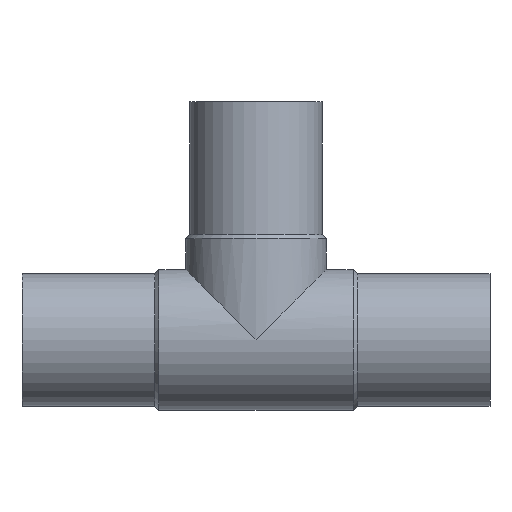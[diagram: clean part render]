
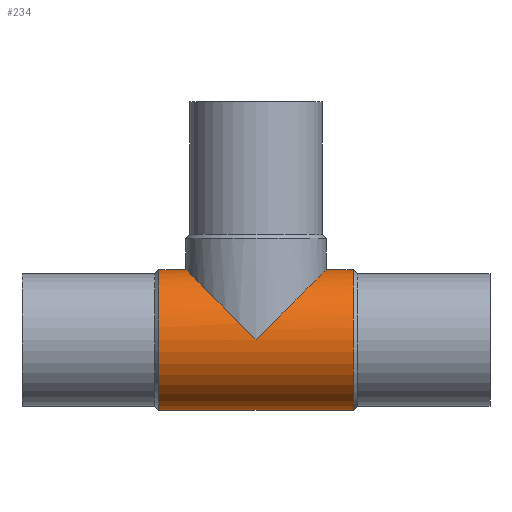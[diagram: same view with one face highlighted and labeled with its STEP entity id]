
A CAD part, top view. The second image highlights one B-rep face of the part: STEP entity #234.
In plain terms, the highlighted cylindrical face has radius 33.4 mm (diameter 66.8 mm), a partial arc.
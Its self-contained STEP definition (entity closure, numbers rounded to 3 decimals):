
#148 = VERTEX_POINT( '', #390 );
#154 = VERTEX_POINT( '', #397 );
#164 = EDGE_CURVE( '', #354, #148, #408, .T. );
#194 = VERTEX_POINT( '', #443 );
#234 = ADVANCED_FACE( '', ( #488 ), #489, .T. );
#244 = EDGE_CURVE( '', #194, #322, #504, .T. );
#258 = EDGE_CURVE( '', #154, #194, #518, .T. );
#278 = EDGE_CURVE( '', #354, #294, #539, .T. );
#294 = VERTEX_POINT( '', #555 );
#308 = EDGE_CURVE( '', #148, #154, #569, .T. );
#322 = VERTEX_POINT( '', #585 );
#324 = VERTEX_POINT( '', #587 );
#346 = EDGE_CURVE( '', #324, #294, #612, .T. );
#352 = EDGE_CURVE( '', #322, #324, #619, .T. );
#354 = VERTEX_POINT( '', #621 );
#390 = CARTESIAN_POINT( '', ( -64.9, -33.4, 0. ) );
#397 = CARTESIAN_POINT( '', ( -64.9, 33.4, 0. ) );
#408 = LINE( '', #674, #675 );
#443 = CARTESIAN_POINT( '', ( -77.6, 33.4, 0. ) );
#488 = FACE_OUTER_BOUND( '', #779, .T. );
#489 = CYLINDRICAL_SURFACE( '', #780, 33.4 );
#504 = ELLIPSE( '', #796, 47.235, 33.4 );
#518 = LINE( '', #812, #813 );
#539 = CIRCLE( '', #840, 33.4 );
#555 = CARTESIAN_POINT( '', ( -157.1, 33.4, 0. ) );
#569 = CIRCLE( '', #886, 33.4 );
#585 = CARTESIAN_POINT( '', ( -111., 0., 33.4 ) );
#587 = CARTESIAN_POINT( '', ( -144.4, 33.4, 0. ) );
#612 = LINE( '', #941, #942 );
#619 = ELLIPSE( '', #950, 47.235, 33.4 );
#621 = CARTESIAN_POINT( '', ( -157.1, -33.4, 0. ) );
#674 = CARTESIAN_POINT( '', ( -111., -33.4, 0. ) );
#675 = VECTOR( '', #1003, 1. );
#779 = EDGE_LOOP( '', ( #1116, #1117, #1118, #1119, #1120, #1121, #1122 ) );
#780 = AXIS2_PLACEMENT_3D( '', #1123, #1124, #1125 );
#796 = AXIS2_PLACEMENT_3D( '', #1163, #1164, #1165 );
#812 = CARTESIAN_POINT( '', ( -111., 33.4, 0. ) );
#813 = VECTOR( '', #1169, 1. );
#840 = AXIS2_PLACEMENT_3D( '', #1189, #1190, #1191 );
#886 = AXIS2_PLACEMENT_3D( '', #1212, #1213, #1214 );
#941 = CARTESIAN_POINT( '', ( -111., 33.4, 0. ) );
#942 = VECTOR( '', #1269, 1. );
#950 = AXIS2_PLACEMENT_3D( '', #1280, #1281, #1282 );
#1003 = DIRECTION( '', ( 1., 0., 0. ) );
#1116 = ORIENTED_EDGE( '', *, *, #258, .T. );
#1117 = ORIENTED_EDGE( '', *, *, #244, .T. );
#1118 = ORIENTED_EDGE( '', *, *, #352, .T. );
#1119 = ORIENTED_EDGE( '', *, *, #346, .T. );
#1120 = ORIENTED_EDGE( '', *, *, #278, .F. );
#1121 = ORIENTED_EDGE( '', *, *, #164, .T. );
#1122 = ORIENTED_EDGE( '', *, *, #308, .T. );
#1123 = CARTESIAN_POINT( '', ( -111., 0., 0. ) );
#1124 = DIRECTION( '', ( 1., 0., 0. ) );
#1125 = DIRECTION( '', ( 0., 1., 0. ) );
#1163 = CARTESIAN_POINT( '', ( -111., 0., 0. ) );
#1164 = DIRECTION( '', ( 0.707, -0.707, 0. ) );
#1165 = DIRECTION( '', ( 0.707, 0.707, 0. ) );
#1169 = DIRECTION( '', ( -1., 0., 0. ) );
#1189 = CARTESIAN_POINT( '', ( -157.1, 0., 0. ) );
#1190 = DIRECTION( '', ( -1., 0., 0. ) );
#1191 = DIRECTION( '', ( 0., 1., 0. ) );
#1212 = CARTESIAN_POINT( '', ( -64.9, 0., 0. ) );
#1213 = DIRECTION( '', ( -1., 0., 0. ) );
#1214 = DIRECTION( '', ( 0., 1., 0. ) );
#1269 = DIRECTION( '', ( -1., 0., 0. ) );
#1280 = CARTESIAN_POINT( '', ( -111., 0., 0. ) );
#1281 = DIRECTION( '', ( -0.707, -0.707, 0. ) );
#1282 = DIRECTION( '', ( 0.707, -0.707, 0. ) );
